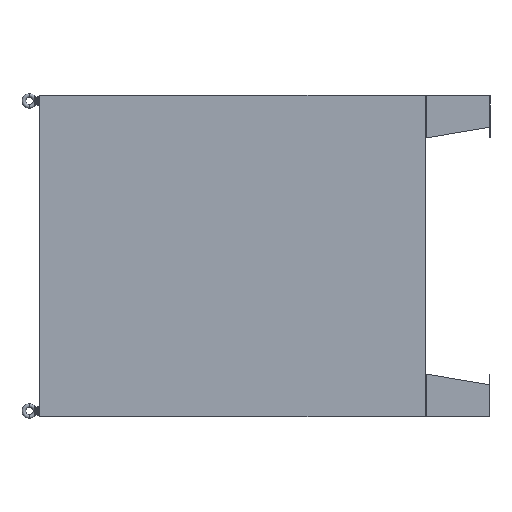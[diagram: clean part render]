
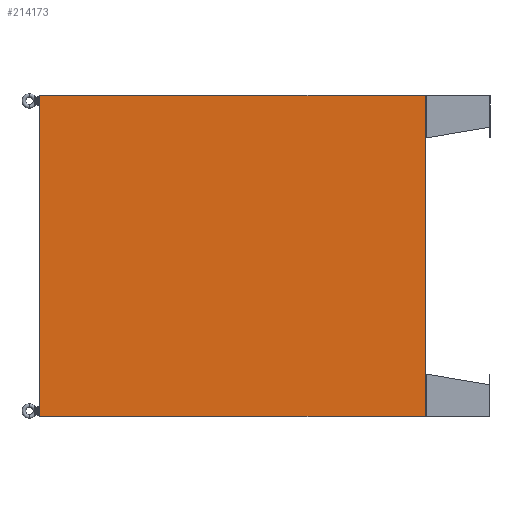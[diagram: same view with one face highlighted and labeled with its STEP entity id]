
A CAD part, left-side view. The second image highlights one B-rep face of the part: STEP entity #214173.
In plain terms, the highlighted face is planar.
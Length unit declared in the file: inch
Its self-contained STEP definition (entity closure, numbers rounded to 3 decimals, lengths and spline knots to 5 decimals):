
#8230 = LINE ( 'NONE', #62904, #168681 ) ;
#8683 = EDGE_CURVE ( 'NONE', #87826, #9933, #33521, .T. ) ;
#9933 = VERTEX_POINT ( 'NONE', #155707 ) ;
#10930 = ORIENTED_EDGE ( 'NONE', *, *, #8683, .F. ) ;
#15655 = CARTESIAN_POINT ( 'NONE',  ( -29.9365, 0.125, -35.9675 ) ) ;
#16387 = DIRECTION ( 'NONE',  ( 0., -1., 0. ) ) ;
#17357 = VECTOR ( 'NONE', #130019, 39.37008 ) ;
#22991 = EDGE_CURVE ( 'NONE', #193975, #87826, #8230, .T. ) ;
#25257 = EDGE_CURVE ( 'NONE', #198786, #193975, #203528, .T. ) ;
#27766 = ORIENTED_EDGE ( 'NONE', *, *, #25257, .F. ) ;
#28181 = ORIENTED_EDGE ( 'NONE', *, *, #22991, .F. ) ;
#33521 = LINE ( 'NONE', #104978, #142617 ) ;
#42957 = AXIS2_PLACEMENT_3D ( 'NONE', #15655, #16387, #131399 ) ;
#44873 = DIRECTION ( 'NONE',  ( 1., 0., 0. ) ) ;
#54070 = CARTESIAN_POINT ( 'NONE',  ( -29.9365, 0.125, -35.9675 ) ) ;
#55045 = EDGE_CURVE ( 'NONE', #9933, #198786, #89733, .T. ) ;
#62904 = CARTESIAN_POINT ( 'NONE',  ( -29.9365, 0.125, -35.9675 ) ) ;
#65914 = FACE_OUTER_BOUND ( 'NONE', #70010, .T. ) ;
#67134 = CARTESIAN_POINT ( 'NONE',  ( -29.9365, 0.125, 35.9675 ) ) ;
#70010 = EDGE_LOOP ( 'NONE', ( #183424, #10930, #28181, #27766 ) ) ;
#76742 = VECTOR ( 'NONE', #203067, 39.37008 ) ;
#87826 = VERTEX_POINT ( 'NONE', #165502 ) ;
#89733 = LINE ( 'NONE', #67134, #17357 ) ;
#91936 = CARTESIAN_POINT ( 'NONE',  ( -29.9365, 0.125, 35.9675 ) ) ;
#98181 = CARTESIAN_POINT ( 'NONE',  ( -29.9365, 0.125, -35.9675 ) ) ;
#104978 = CARTESIAN_POINT ( 'NONE',  ( 29.9365, 0.125, -35.9675 ) ) ;
#130019 = DIRECTION ( 'NONE',  ( -1., 0., 0. ) ) ;
#131399 = DIRECTION ( 'NONE',  ( 0., 0., -1. ) ) ;
#142617 = VECTOR ( 'NONE', #156354, 39.37008 ) ;
#155707 = CARTESIAN_POINT ( 'NONE',  ( 29.9365, 0.125, 35.9675 ) ) ;
#156354 = DIRECTION ( 'NONE',  ( 0., 0., 1. ) ) ;
#165502 = CARTESIAN_POINT ( 'NONE',  ( 29.9365, 0.125, -35.9675 ) ) ;
#168681 = VECTOR ( 'NONE', #44873, 39.37008 ) ;
#181352 = PLANE ( 'NONE',  #42957 ) ;
#183424 = ORIENTED_EDGE ( 'NONE', *, *, #55045, .F. ) ;
#193975 = VERTEX_POINT ( 'NONE', #98181 ) ;
#198786 = VERTEX_POINT ( 'NONE', #91936 ) ;
#203067 = DIRECTION ( 'NONE',  ( 0., 0., -1. ) ) ;
#203528 = LINE ( 'NONE', #54070, #76742 ) ;
#214173 = ADVANCED_FACE ( 'NONE', ( #65914 ), #181352, .F. ) ;
